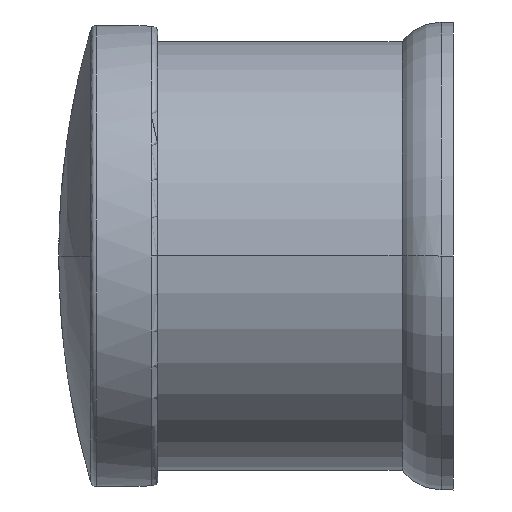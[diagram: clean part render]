
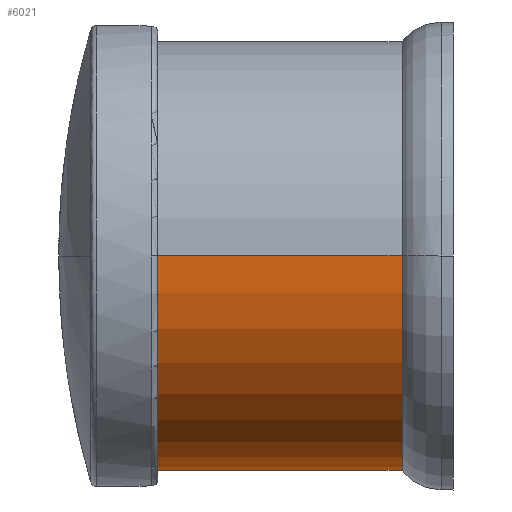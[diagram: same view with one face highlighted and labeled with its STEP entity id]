
A CAD part, front view. The second image highlights one B-rep face of the part: STEP entity #6021.
In plain terms, the highlighted cylindrical face has radius 9.75 mm (diameter 19.5 mm), a partial arc.
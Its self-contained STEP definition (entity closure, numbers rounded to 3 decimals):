
#11=CARTESIAN_POINT('',(0.,0.,0.));
#12=DIRECTION('',(-1.,0.,0.));
#13=DIRECTION('',(0.,1.,0.));
#14=AXIS2_PLACEMENT_3D('',#11,#12,#13);
#1949=DIRECTION('',(1.,0.,0.));
#1950=VECTOR('',#1949,11.12);
#1951=CARTESIAN_POINT('',(0.,9.75,0.));
#1952=LINE('',#1951,#1950);
#1953=DIRECTION('',(-1.,0.,0.));
#1954=VECTOR('',#1953,11.12);
#1955=CARTESIAN_POINT('',(11.12,-9.75,
0.));
#1956=LINE('',#1955,#1954);
#1985=CARTESIAN_POINT('',(11.12,0.,0.));
#1986=DIRECTION('',(-1.,0.,0.));
#1987=DIRECTION('',(0.,1.,0.));
#1988=AXIS2_PLACEMENT_3D('',#1985,#1986,#1987);
#2413=CARTESIAN_POINT('',(0.,9.75,0.));
#2414=CARTESIAN_POINT('',(0.,-9.75,0.));
#2415=VERTEX_POINT('',#2413);
#2416=VERTEX_POINT('',#2414);
#2417=CARTESIAN_POINT('',(11.12,9.75,
0.));
#2418=VERTEX_POINT('',#2417);
#2419=CARTESIAN_POINT('',(11.12,-9.75,
0.));
#2420=VERTEX_POINT('',#2419);
#6007=CARTESIAN_POINT('',(-0.222,0.,0.));
#6008=DIRECTION('',(1.,0.,0.));
#6009=DIRECTION('',(0.,-1.,0.));
#6010=AXIS2_PLACEMENT_3D('',#6007,#6008,#6009);
#6011=CYLINDRICAL_SURFACE('',#6010,9.75);
#6013=ORIENTED_EDGE('',*,*,#6012,.F.);
#6014=ORIENTED_EDGE('',*,*,#2734,.T.);
#6016=ORIENTED_EDGE('',*,*,#6015,.F.);
#6018=ORIENTED_EDGE('',*,*,#6017,.F.);
#6019=EDGE_LOOP('',(#6013,#6014,#6016,#6018));
#6020=FACE_OUTER_BOUND('',#6019,.F.);
#15=CIRCLE('',#14,9.75);
#1989=CIRCLE('',#1988,9.75);
#2734=EDGE_CURVE('',#2415,#2416,#15,.T.);
#6012=EDGE_CURVE('',#2415,#2418,#1952,.T.);
#6015=EDGE_CURVE('',#2420,#2416,#1956,.T.);
#6017=EDGE_CURVE('',#2418,#2420,#1989,.T.);
#6021=ADVANCED_FACE('',(#6020),#6011,.T.);
